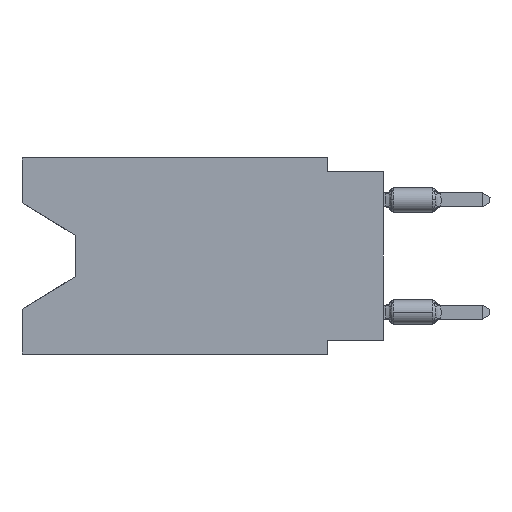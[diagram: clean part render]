
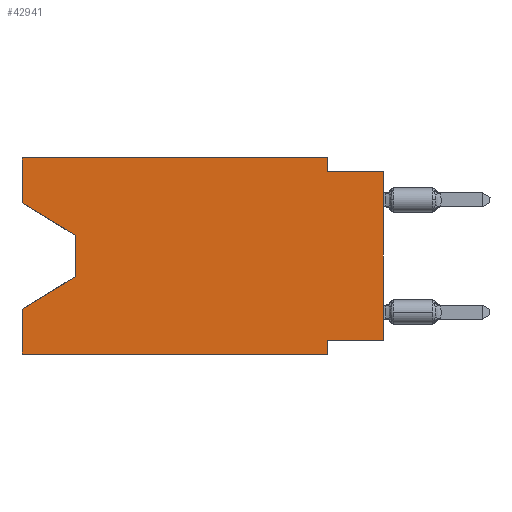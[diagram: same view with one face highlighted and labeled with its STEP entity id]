
A CAD part, left-side view. The second image highlights one B-rep face of the part: STEP entity #42941.
In plain terms, the highlighted planar face has unit normal (-1, 0, 0).
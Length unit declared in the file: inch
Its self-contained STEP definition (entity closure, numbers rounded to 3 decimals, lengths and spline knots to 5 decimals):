
#247 = VERTEX_POINT ( 'NONE', #20625 ) ;
#1288 = VERTEX_POINT ( 'NONE', #37052 ) ;
#1716 = VERTEX_POINT ( 'NONE', #20319 ) ;
#1779 = CARTESIAN_POINT ( 'NONE',  ( 0., 0.55, -0.138 ) ) ;
#1951 = CARTESIAN_POINT ( 'NONE',  ( 0., 0.1, 0. ) ) ;
#2348 = VECTOR ( 'NONE', #43049, 39.37008 ) ;
#2408 = CARTESIAN_POINT ( 'NONE',  ( 0., 0.645, 0. ) ) ;
#2755 = CARTESIAN_POINT ( 'NONE',  ( 0., 0.55, -0.212 ) ) ;
#2854 = VECTOR ( 'NONE', #14774, 39.37008 ) ;
#2875 = ORIENTED_EDGE ( 'NONE', *, *, #32489, .T. ) ;
#3666 = DIRECTION ( 'NONE',  ( 0., 0., -1. ) ) ;
#3961 = CARTESIAN_POINT ( 'NONE',  ( 0., 0.645, 0. ) ) ;
#5339 = EDGE_CURVE ( 'NONE', #20332, #40201, #18275, .T. ) ;
#6739 = ORIENTED_EDGE ( 'NONE', *, *, #20571, .F. ) ;
#6969 = DIRECTION ( 'NONE',  ( 0., 0.855, -0.519 ) ) ;
#7313 = LINE ( 'NONE', #3961, #10582 ) ;
#10582 = VECTOR ( 'NONE', #34477, 39.37008 ) ;
#10951 = CARTESIAN_POINT ( 'NONE',  ( 0., 0.1, -0.025 ) ) ;
#11134 = EDGE_CURVE ( 'NONE', #21750, #22152, #32237, .T. ) ;
#11515 = CARTESIAN_POINT ( 'NONE',  ( 0., 0., -0.325 ) ) ;
#11616 = VERTEX_POINT ( 'NONE', #33262 ) ;
#12150 = VECTOR ( 'NONE', #28446, 39.37008 ) ;
#12233 = DIRECTION ( 'NONE',  ( 0., 0., 1. ) ) ;
#14774 = DIRECTION ( 'NONE',  ( 0., -1., 0. ) ) ;
#14837 = VECTOR ( 'NONE', #16012, 39.37008 ) ;
#14950 = ORIENTED_EDGE ( 'NONE', *, *, #39835, .F. ) ;
#16012 = DIRECTION ( 'NONE',  ( 0., 0., 1. ) ) ;
#16422 = DIRECTION ( 'NONE',  ( 1., 0., 0. ) ) ;
#16511 = VECTOR ( 'NONE', #41786, 39.37008 ) ;
#17142 = CARTESIAN_POINT ( 'NONE',  ( 0., 0., -0.325 ) ) ;
#17577 = ORIENTED_EDGE ( 'NONE', *, *, #42059, .F. ) ;
#17648 = ORIENTED_EDGE ( 'NONE', *, *, #23107, .F. ) ;
#18275 = LINE ( 'NONE', #29147, #42839 ) ;
#18424 = CARTESIAN_POINT ( 'NONE',  ( 0., 0.1, -0.325 ) ) ;
#18904 = VERTEX_POINT ( 'NONE', #24457 ) ;
#19784 = CARTESIAN_POINT ( 'NONE',  ( 0., 0.1, 0. ) ) ;
#19977 = PLANE ( 'NONE',  #33541 ) ;
#20319 = CARTESIAN_POINT ( 'NONE',  ( 0., 0.645, -0.26975 ) ) ;
#20332 = VERTEX_POINT ( 'NONE', #17142 ) ;
#20571 = EDGE_CURVE ( 'NONE', #11616, #1716, #43321, .T. ) ;
#20625 = CARTESIAN_POINT ( 'NONE',  ( 0., 0.645, 0. ) ) ;
#21234 = CARTESIAN_POINT ( 'NONE',  ( 0., 0.645, -0.35 ) ) ;
#21673 = CARTESIAN_POINT ( 'NONE',  ( 0., 0., -0.025 ) ) ;
#21750 = VERTEX_POINT ( 'NONE', #19784 ) ;
#22152 = VERTEX_POINT ( 'NONE', #10951 ) ;
#22730 = CARTESIAN_POINT ( 'NONE',  ( 0., 0.645, -0.08025 ) ) ;
#23107 = EDGE_CURVE ( 'NONE', #20332, #26186, #35778, .T. ) ;
#23267 = LINE ( 'NONE', #43482, #2348 ) ;
#24012 = VERTEX_POINT ( 'NONE', #1779 ) ;
#24406 = VERTEX_POINT ( 'NONE', #39603 ) ;
#24457 = CARTESIAN_POINT ( 'NONE',  ( 0., 0.1, -0.35 ) ) ;
#25598 = EDGE_CURVE ( 'NONE', #26186, #18904, #34180, .T. ) ;
#25677 = ORIENTED_EDGE ( 'NONE', *, *, #39772, .T. ) ;
#26186 = VERTEX_POINT ( 'NONE', #18424 ) ;
#26208 = DIRECTION ( 'NONE',  ( 0., 0., -1. ) ) ;
#26322 = VECTOR ( 'NONE', #40476, 39.37008 ) ;
#26467 = LINE ( 'NONE', #22730, #26322 ) ;
#27920 = CARTESIAN_POINT ( 'NONE',  ( 0., 0.55, -0.138 ) ) ;
#28342 = LINE ( 'NONE', #21673, #37745 ) ;
#28446 = DIRECTION ( 'NONE',  ( 0., 1., 0. ) ) ;
#28948 = EDGE_CURVE ( 'NONE', #247, #21750, #7313, .T. ) ;
#29147 = CARTESIAN_POINT ( 'NONE',  ( 0., 0., 0. ) ) ;
#29571 = ORIENTED_EDGE ( 'NONE', *, *, #5339, .T. ) ;
#30551 = EDGE_LOOP ( 'NONE', ( #40937, #37273, #2875, #6739, #25677, #40606, #17648, #29571, #14950, #36005, #32197, #17577 ) ) ;
#30910 = EDGE_CURVE ( 'NONE', #1288, #24012, #26467, .T. ) ;
#31134 = VECTOR ( 'NONE', #6969, 39.37008 ) ;
#31251 = LINE ( 'NONE', #27920, #31497 ) ;
#31497 = VECTOR ( 'NONE', #41482, 39.37008 ) ;
#31673 = LINE ( 'NONE', #21234, #2854 ) ;
#32197 = ORIENTED_EDGE ( 'NONE', *, *, #28948, .F. ) ;
#32237 = LINE ( 'NONE', #1951, #16511 ) ;
#32489 = EDGE_CURVE ( 'NONE', #24406, #1716, #33272, .T. ) ;
#33262 = CARTESIAN_POINT ( 'NONE',  ( 0., 0.645, -0.35 ) ) ;
#33272 = LINE ( 'NONE', #2755, #31134 ) ;
#33541 = AXIS2_PLACEMENT_3D ( 'NONE', #39539, #16422, #26208 ) ;
#34180 = LINE ( 'NONE', #37514, #35369 ) ;
#34477 = DIRECTION ( 'NONE',  ( 0., -1., 0. ) ) ;
#35234 = DIRECTION ( 'NONE',  ( 0., -1., 0. ) ) ;
#35369 = VECTOR ( 'NONE', #3666, 39.37008 ) ;
#35778 = LINE ( 'NONE', #11515, #12150 ) ;
#36005 = ORIENTED_EDGE ( 'NONE', *, *, #11134, .F. ) ;
#37052 = CARTESIAN_POINT ( 'NONE',  ( 0., 0.645, -0.08025 ) ) ;
#37273 = ORIENTED_EDGE ( 'NONE', *, *, #42455, .T. ) ;
#37514 = CARTESIAN_POINT ( 'NONE',  ( 0., 0.1, -0.35 ) ) ;
#37745 = VECTOR ( 'NONE', #35234, 39.37008 ) ;
#38880 = CARTESIAN_POINT ( 'NONE',  ( 0., 0., -0.025 ) ) ;
#39539 = CARTESIAN_POINT ( 'NONE',  ( 0., 0.645, 0. ) ) ;
#39603 = CARTESIAN_POINT ( 'NONE',  ( 0., 0.55, -0.212 ) ) ;
#39772 = EDGE_CURVE ( 'NONE', #11616, #18904, #31673, .T. ) ;
#39835 = EDGE_CURVE ( 'NONE', #22152, #40201, #28342, .T. ) ;
#40201 = VERTEX_POINT ( 'NONE', #38880 ) ;
#40476 = DIRECTION ( 'NONE',  ( 0., -0.855, -0.519 ) ) ;
#40606 = ORIENTED_EDGE ( 'NONE', *, *, #25598, .F. ) ;
#40937 = ORIENTED_EDGE ( 'NONE', *, *, #30910, .T. ) ;
#41482 = DIRECTION ( 'NONE',  ( 0., 0., -1. ) ) ;
#41786 = DIRECTION ( 'NONE',  ( 0., 0., -1. ) ) ;
#42059 = EDGE_CURVE ( 'NONE', #1288, #247, #23267, .T. ) ;
#42455 = EDGE_CURVE ( 'NONE', #24012, #24406, #31251, .T. ) ;
#42839 = VECTOR ( 'NONE', #12233, 39.37008 ) ;
#42941 = ADVANCED_FACE ( 'NONE', ( #43761 ), #19977, .F. ) ;
#43049 = DIRECTION ( 'NONE',  ( 0., 0., 1. ) ) ;
#43321 = LINE ( 'NONE', #2408, #14837 ) ;
#43482 = CARTESIAN_POINT ( 'NONE',  ( 0., 0.645, 0. ) ) ;
#43761 = FACE_OUTER_BOUND ( 'NONE', #30551, .T. ) ;
